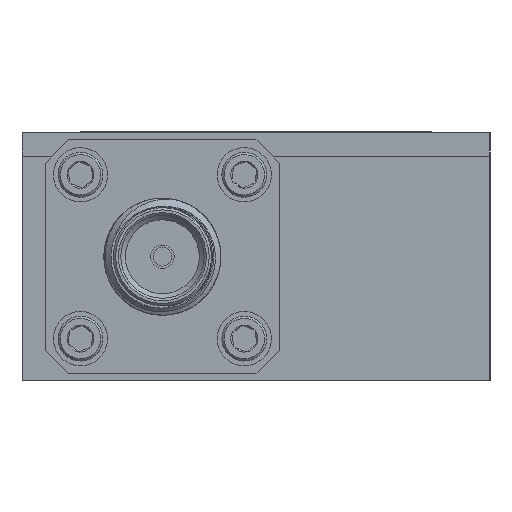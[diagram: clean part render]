
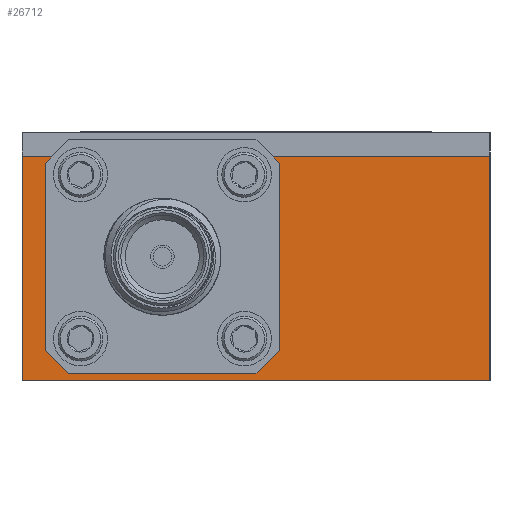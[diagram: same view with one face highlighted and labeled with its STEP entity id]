
A CAD part, left-side view. The second image highlights one B-rep face of the part: STEP entity #26712.
In plain terms, the highlighted planar face has unit normal (-1, 0, 0).
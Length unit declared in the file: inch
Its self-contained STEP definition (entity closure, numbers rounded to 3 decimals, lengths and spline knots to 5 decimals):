
#22 = EDGE_CURVE ( 'NONE', #6590, #23136, #22574, .T. ) ;
#28 = CARTESIAN_POINT ( 'NONE',  ( -1.3, -0.025, -0.225 ) ) ;
#267 = CARTESIAN_POINT ( 'NONE',  ( -1.3, -0.5, -0.265 ) ) ;
#377 = AXIS2_PLACEMENT_3D ( 'NONE', #4816, #9656, #7187 ) ;
#390 = EDGE_CURVE ( 'NONE', #6590, #14598, #4551, .T. ) ;
#529 = CARTESIAN_POINT ( 'NONE',  ( -1.3, -0.035, 0.215 ) ) ;
#655 = VECTOR ( 'NONE', #22791, 39.37008 ) ;
#706 = EDGE_CURVE ( 'NONE', #13299, #16973, #1230, .T. ) ;
#1230 = LINE ( 'NONE', #22697, #24401 ) ;
#2039 = ORIENTED_EDGE ( 'NONE', *, *, #26949, .T. ) ;
#2553 = EDGE_CURVE ( 'NONE', #9032, #18459, #8193, .T. ) ;
#3148 = CARTESIAN_POINT ( 'NONE',  ( -1.3, 0., -0.25 ) ) ;
#3312 = VECTOR ( 'NONE', #23572, 39.37008 ) ;
#3368 = DIRECTION ( 'NONE',  ( 0., 0., -1. ) ) ;
#3383 = LINE ( 'NONE', #17428, #14425 ) ;
#3398 = LINE ( 'NONE', #5867, #26924 ) ;
#4523 = EDGE_CURVE ( 'NONE', #16973, #11225, #3383, .T. ) ;
#4551 = LINE ( 'NONE', #12803, #21487 ) ;
#4816 = CARTESIAN_POINT ( 'NONE',  ( -1.3, -0.5, 0.265 ) ) ;
#5014 = ORIENTED_EDGE ( 'NONE', *, *, #22, .T. ) ;
#5649 = ORIENTED_EDGE ( 'NONE', *, *, #13990, .F. ) ;
#5867 = CARTESIAN_POINT ( 'NONE',  ( -1.3, -0.05, -0.25 ) ) ;
#6590 = VERTEX_POINT ( 'NONE', #27497 ) ;
#7187 = DIRECTION ( 'NONE',  ( 0., 0., -1. ) ) ;
#7584 = DIRECTION ( 'NONE',  ( 0., -0.707, 0.707 ) ) ;
#7897 = CARTESIAN_POINT ( 'NONE',  ( -1.3, 0.425, 0.225 ) ) ;
#8193 = LINE ( 'NONE', #28, #13012 ) ;
#8459 = VERTEX_POINT ( 'NONE', #9411 ) ;
#8630 = DIRECTION ( 'NONE',  ( 0., -1., 0. ) ) ;
#9032 = VERTEX_POINT ( 'NONE', #9873 ) ;
#9301 = VECTOR ( 'NONE', #27199, 39.37008 ) ;
#9411 = CARTESIAN_POINT ( 'NONE',  ( -1.3, 0.45, 0.2 ) ) ;
#9432 = VERTEX_POINT ( 'NONE', #20208 ) ;
#9505 = ORIENTED_EDGE ( 'NONE', *, *, #20441, .T. ) ;
#9656 = DIRECTION ( 'NONE',  ( 1., 0., 0. ) ) ;
#9709 = ORIENTED_EDGE ( 'NONE', *, *, #24237, .T. ) ;
#9873 = CARTESIAN_POINT ( 'NONE',  ( -1.3, -0.05, -0.2 ) ) ;
#9985 = VECTOR ( 'NONE', #11775, 39.37008 ) ;
#10467 = CARTESIAN_POINT ( 'NONE',  ( -1.3, -0.5, -0.265 ) ) ;
#10635 = ORIENTED_EDGE ( 'NONE', *, *, #2553, .T. ) ;
#10798 = LINE ( 'NONE', #7897, #22545 ) ;
#11112 = CARTESIAN_POINT ( 'NONE',  ( -1.3, 0.4, -0.25 ) ) ;
#11225 = VERTEX_POINT ( 'NONE', #267 ) ;
#11775 = DIRECTION ( 'NONE',  ( 0., 0., 1. ) ) ;
#12361 = CARTESIAN_POINT ( 'NONE',  ( -1.3, 0.5, -0.265 ) ) ;
#12777 = CARTESIAN_POINT ( 'NONE',  ( -1.3, 0.5, 0.265 ) ) ;
#12786 = EDGE_CURVE ( 'NONE', #13299, #9432, #20593, .T. ) ;
#12803 = CARTESIAN_POINT ( 'NONE',  ( -1.3, -0.5, 0.215 ) ) ;
#12917 = VERTEX_POINT ( 'NONE', #29527 ) ;
#12946 = ORIENTED_EDGE ( 'NONE', *, *, #390, .F. ) ;
#12948 = LINE ( 'NONE', #25843, #9985 ) ;
#13012 = VECTOR ( 'NONE', #21513, 39.37008 ) ;
#13299 = VERTEX_POINT ( 'NONE', #529 ) ;
#13800 = EDGE_LOOP ( 'NONE', ( #12946, #5014, #2039, #17441, #16743, #23373, #21899, #10635, #26587, #9709, #5649, #9505 ) ) ;
#13990 = EDGE_CURVE ( 'NONE', #8459, #12917, #24179, .T. ) ;
#14119 = CARTESIAN_POINT ( 'NONE',  ( -1.3, 0.425, -0.225 ) ) ;
#14425 = VECTOR ( 'NONE', #3368, 39.37008 ) ;
#14598 = VERTEX_POINT ( 'NONE', #26827 ) ;
#15910 = DIRECTION ( 'NONE',  ( 0., -0.707, -0.707 ) ) ;
#16097 = CARTESIAN_POINT ( 'NONE',  ( -1.3, 0.45, -0.25 ) ) ;
#16743 = ORIENTED_EDGE ( 'NONE', *, *, #706, .F. ) ;
#16968 = DIRECTION ( 'NONE',  ( 0., 0., -1. ) ) ;
#16973 = VERTEX_POINT ( 'NONE', #19615 ) ;
#17428 = CARTESIAN_POINT ( 'NONE',  ( -1.3, -0.5, 0.265 ) ) ;
#17441 = ORIENTED_EDGE ( 'NONE', *, *, #4523, .F. ) ;
#17716 = DIRECTION ( 'NONE',  ( 0., -1., 0. ) ) ;
#18459 = VERTEX_POINT ( 'NONE', #3148 ) ;
#19615 = CARTESIAN_POINT ( 'NONE',  ( -1.3, -0.5, 0.215 ) ) ;
#20208 = CARTESIAN_POINT ( 'NONE',  ( -1.3, -0.05, 0.2 ) ) ;
#20441 = EDGE_CURVE ( 'NONE', #8459, #14598, #10798, .T. ) ;
#20593 = LINE ( 'NONE', #23095, #30479 ) ;
#21487 = VECTOR ( 'NONE', #17716, 39.37008 ) ;
#21513 = DIRECTION ( 'NONE',  ( 0., 0.707, -0.707 ) ) ;
#21899 = ORIENTED_EDGE ( 'NONE', *, *, #22670, .F. ) ;
#22325 = DIRECTION ( 'NONE',  ( 0., -1., 0. ) ) ;
#22545 = VECTOR ( 'NONE', #7584, 39.37008 ) ;
#22574 = LINE ( 'NONE', #12777, #26256 ) ;
#22670 = EDGE_CURVE ( 'NONE', #9032, #9432, #12948, .T. ) ;
#22697 = CARTESIAN_POINT ( 'NONE',  ( -1.3, -0.5, 0.215 ) ) ;
#22791 = DIRECTION ( 'NONE',  ( 0., 0., -1. ) ) ;
#23095 = CARTESIAN_POINT ( 'NONE',  ( -1.3, -0.025, 0.225 ) ) ;
#23136 = VERTEX_POINT ( 'NONE', #12361 ) ;
#23373 = ORIENTED_EDGE ( 'NONE', *, *, #12786, .T. ) ;
#23572 = DIRECTION ( 'NONE',  ( 0., 0.707, 0.707 ) ) ;
#24179 = LINE ( 'NONE', #16097, #655 ) ;
#24237 = EDGE_CURVE ( 'NONE', #27775, #12917, #28348, .T. ) ;
#24401 = VECTOR ( 'NONE', #8630, 39.37008 ) ;
#24750 = LINE ( 'NONE', #10467, #9301 ) ;
#25781 = PLANE ( 'NONE',  #377 ) ;
#25843 = CARTESIAN_POINT ( 'NONE',  ( -1.3, -0.05, -0.25 ) ) ;
#26256 = VECTOR ( 'NONE', #16968, 39.37008 ) ;
#26587 = ORIENTED_EDGE ( 'NONE', *, *, #27495, .F. ) ;
#26712 = ADVANCED_FACE ( 'NONE', ( #29505 ), #25781, .F. ) ;
#26827 = CARTESIAN_POINT ( 'NONE',  ( -1.3, 0.435, 0.215 ) ) ;
#26924 = VECTOR ( 'NONE', #22325, 39.37008 ) ;
#26949 = EDGE_CURVE ( 'NONE', #23136, #11225, #24750, .T. ) ;
#27199 = DIRECTION ( 'NONE',  ( 0., -1., 0. ) ) ;
#27495 = EDGE_CURVE ( 'NONE', #27775, #18459, #3398, .T. ) ;
#27497 = CARTESIAN_POINT ( 'NONE',  ( -1.3, 0.5, 0.215 ) ) ;
#27775 = VERTEX_POINT ( 'NONE', #11112 ) ;
#28348 = LINE ( 'NONE', #14119, #3312 ) ;
#29505 = FACE_OUTER_BOUND ( 'NONE', #13800, .T. ) ;
#29527 = CARTESIAN_POINT ( 'NONE',  ( -1.3, 0.45, -0.2 ) ) ;
#30479 = VECTOR ( 'NONE', #15910, 39.37008 ) ;
